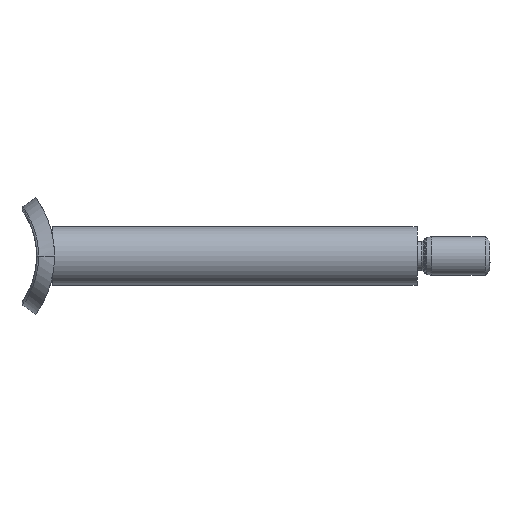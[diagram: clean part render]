
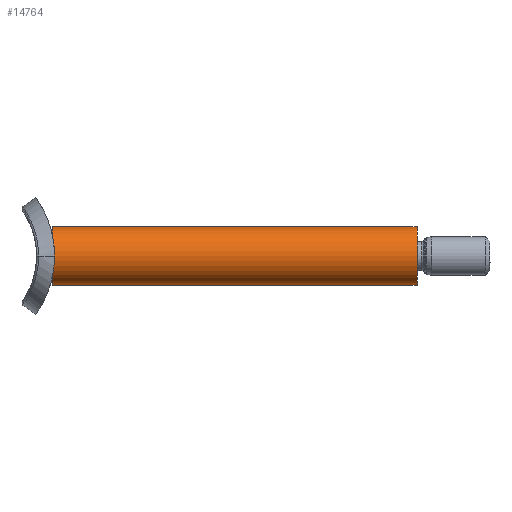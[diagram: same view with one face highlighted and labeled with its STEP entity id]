
A CAD part, left-side view. The second image highlights one B-rep face of the part: STEP entity #14764.
In plain terms, the highlighted cylindrical face has radius 6 mm (diameter 12 mm), a partial arc.
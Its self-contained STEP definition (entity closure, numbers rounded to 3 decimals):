
#427 = DIRECTION ( 'NONE',  ( 0., -1., 0. ) ) ;
#495 = CIRCLE ( 'NONE', #9235, 6. ) ;
#536 = AXIS2_PLACEMENT_3D ( 'NONE', #11796, #6015, #4880 ) ;
#694 = DIRECTION ( 'NONE',  ( 0., -1., 0. ) ) ;
#787 = VECTOR ( 'NONE', #10733, 1000. ) ;
#840 = EDGE_CURVE ( 'NONE', #4189, #6228, #3906, .T. ) ;
#986 = VERTEX_POINT ( 'NONE', #5509 ) ;
#1393 = ORIENTED_EDGE ( 'NONE', *, *, #13553, .T. ) ;
#2891 = CARTESIAN_POINT ( 'NONE',  ( 0., 0., -6. ) ) ;
#2912 = EDGE_CURVE ( 'NONE', #986, #6192, #9486, .T. ) ;
#3007 = DIRECTION ( 'NONE',  ( 0., 0., -1. ) ) ;
#3867 = DIRECTION ( 'NONE',  ( 0., 0., -1. ) ) ;
#3906 = LINE ( 'NONE', #8546, #787 ) ;
#3915 = EDGE_CURVE ( 'NONE', #6228, #6192, #495, .T. ) ;
#4189 = VERTEX_POINT ( 'NONE', #5666 ) ;
#4593 = AXIS2_PLACEMENT_3D ( 'NONE', #6488, #694, #3007 ) ;
#4880 = DIRECTION ( 'NONE',  ( 0., 0., -1. ) ) ;
#5509 = CARTESIAN_POINT ( 'NONE',  ( 0., 75., -6. ) ) ;
#5666 = CARTESIAN_POINT ( 'NONE',  ( 0., 75., 6. ) ) ;
#6015 = DIRECTION ( 'NONE',  ( 0., -1., 0. ) ) ;
#6192 = VERTEX_POINT ( 'NONE', #2891 ) ;
#6228 = VERTEX_POINT ( 'NONE', #8698 ) ;
#6488 = CARTESIAN_POINT ( 'NONE',  ( 0., 0., 0. ) ) ;
#6913 = CARTESIAN_POINT ( 'NONE',  ( 0., 0., 0. ) ) ;
#8048 = DIRECTION ( 'NONE',  ( 0., -1., 0. ) ) ;
#8299 = EDGE_LOOP ( 'NONE', ( #9472, #1393, #10598, #9173 ) ) ;
#8394 = FACE_OUTER_BOUND ( 'NONE', #8299, .T. ) ;
#8546 = CARTESIAN_POINT ( 'NONE',  ( 0., 0., 6. ) ) ;
#8698 = CARTESIAN_POINT ( 'NONE',  ( 0., 0., 6. ) ) ;
#9129 = CARTESIAN_POINT ( 'NONE',  ( 0., 0., -6. ) ) ;
#9173 = ORIENTED_EDGE ( 'NONE', *, *, #3915, .F. ) ;
#9235 = AXIS2_PLACEMENT_3D ( 'NONE', #6913, #427, #3867 ) ;
#9472 = ORIENTED_EDGE ( 'NONE', *, *, #840, .F. ) ;
#9476 = CIRCLE ( 'NONE', #536, 6. ) ;
#9486 = LINE ( 'NONE', #9129, #9648 ) ;
#9648 = VECTOR ( 'NONE', #8048, 1000. ) ;
#10598 = ORIENTED_EDGE ( 'NONE', *, *, #2912, .T. ) ;
#10733 = DIRECTION ( 'NONE',  ( 0., -1., 0. ) ) ;
#11272 = CYLINDRICAL_SURFACE ( 'NONE', #4593, 6. ) ;
#11796 = CARTESIAN_POINT ( 'NONE',  ( 0., 75., 0. ) ) ;
#13553 = EDGE_CURVE ( 'NONE', #4189, #986, #9476, .T. ) ;
#14764 = ADVANCED_FACE ( 'NONE', ( #8394 ), #11272, .T. ) ;
